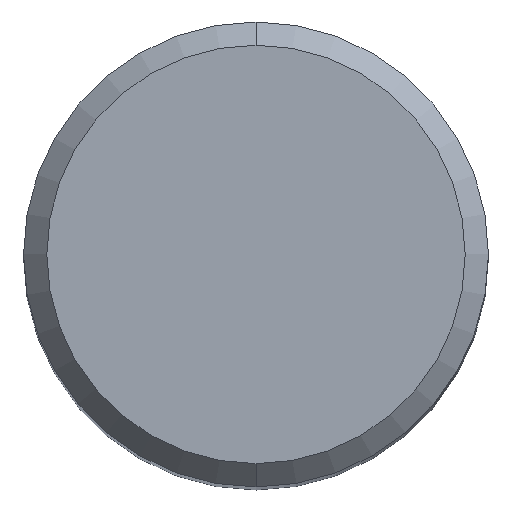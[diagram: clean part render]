
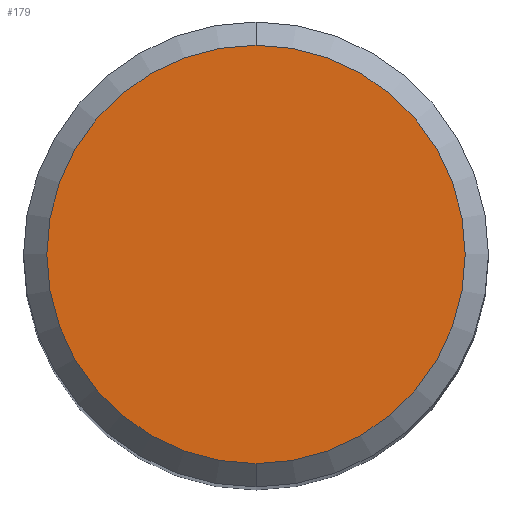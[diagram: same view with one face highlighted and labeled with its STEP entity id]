
A CAD part, top view. The second image highlights one B-rep face of the part: STEP entity #179.
In plain terms, the highlighted planar face has unit normal (0, 0, 1).
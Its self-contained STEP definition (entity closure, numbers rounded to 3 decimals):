
#99=VERTEX_POINT('',#250);
#111=EDGE_CURVE('',#99,#161,#262,.T.);
#161=VERTEX_POINT('',#317);
#179=ADVANCED_FACE('',(#338),#339,.T.);
#203=EDGE_CURVE('',#161,#99,#367,.T.);
#250=CARTESIAN_POINT('',(0.0,4.5,0.0));
#262=CIRCLE('',#426,4.5);
#317=CARTESIAN_POINT('',(0.,-4.5,0.0));
#338=FACE_OUTER_BOUND('',#527,.T.);
#339=PLANE('',#528);
#367=CIRCLE('',#560,4.5);
#426=AXIS2_PLACEMENT_3D('',#605,#606,#607);
#527=EDGE_LOOP('',(#703,#704));
#528=AXIS2_PLACEMENT_3D('',#705,#706,#707);
#560=AXIS2_PLACEMENT_3D('',#748,#749,#750);
#605=CARTESIAN_POINT('',(0.0,0.0,0.0));
#606=DIRECTION('',(0.0,0.0,-1.0));
#607=DIRECTION('',(0.0,1.0,0.0));
#703=ORIENTED_EDGE('',*,*,#111,.F.);
#704=ORIENTED_EDGE('',*,*,#203,.F.);
#705=CARTESIAN_POINT('',(0.0,2.25,0.0));
#706=DIRECTION('',(-0.0,0.0,1.0));
#707=DIRECTION('',(0.0,-1.0,0.0));
#748=CARTESIAN_POINT('',(0.0,0.0,0.0));
#749=DIRECTION('',(0.0,0.0,-1.0));
#750=DIRECTION('',(0.0,1.0,0.0));
